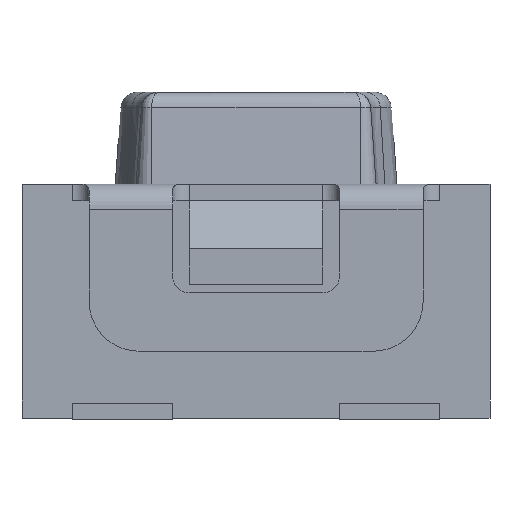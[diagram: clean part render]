
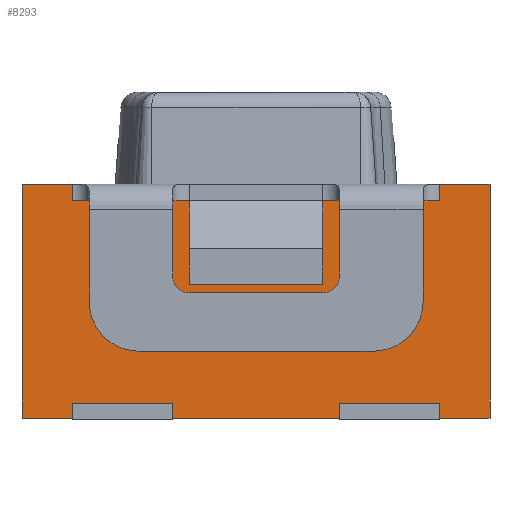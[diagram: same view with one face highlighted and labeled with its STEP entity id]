
A CAD part, left-side view. The second image highlights one B-rep face of the part: STEP entity #8293.
In plain terms, the highlighted planar face has unit normal (-1, 0, 0).
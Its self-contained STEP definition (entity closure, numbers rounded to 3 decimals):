
#617=FACE_OUTER_BOUND('',#1085,.T.);
#1085=EDGE_LOOP('',(#5576,#5577,#5578,#5579,#5580,#5581,#5582,#5583,#5584,
#5585,#5586,#5587,#5588,#5589,#5590,#5591,#5592,#5593,#5594,#5595,#5596,
#5597,#5598,#5599));
#1534=LINE('',#11267,#2403);
#1641=LINE('',#11784,#2510);
#1644=LINE('',#11791,#2513);
#1645=LINE('',#11798,#2514);
#1648=LINE('',#11805,#2517);
#1658=LINE('',#11859,#2527);
#1682=LINE('',#11962,#2551);
#1683=LINE('',#11980,#2552);
#1684=LINE('',#11982,#2553);
#1685=LINE('',#11984,#2554);
#1686=LINE('',#11985,#2555);
#1687=LINE('',#11986,#2556);
#1688=LINE('',#11987,#2557);
#1689=LINE('',#11989,#2558);
#1690=LINE('',#11991,#2559);
#1691=LINE('',#11993,#2560);
#1692=LINE('',#11995,#2561);
#1693=LINE('',#11997,#2562);
#1694=LINE('',#11999,#2563);
#1695=LINE('',#12001,#2564);
#1696=LINE('',#12003,#2565);
#1697=LINE('',#12005,#2566);
#1698=LINE('',#12007,#2567);
#1699=LINE('',#12008,#2568);
#2403=VECTOR('',#9298,1.);
#2510=VECTOR('',#9493,1.);
#2513=VECTOR('',#9498,1.);
#2514=VECTOR('',#9505,1.);
#2517=VECTOR('',#9510,1.);
#2527=VECTOR('',#9544,1.);
#2551=VECTOR('',#9610,1.);
#2552=VECTOR('',#9613,1.);
#2553=VECTOR('',#9614,1.);
#2554=VECTOR('',#9615,1.);
#2555=VECTOR('',#9616,1.);
#2556=VECTOR('',#9617,1.);
#2557=VECTOR('',#9618,1.);
#2558=VECTOR('',#9619,1.);
#2559=VECTOR('',#9620,1.);
#2560=VECTOR('',#9621,1.);
#2561=VECTOR('',#9622,1.);
#2562=VECTOR('',#9623,1.);
#2563=VECTOR('',#9624,1.);
#2564=VECTOR('',#9625,1.);
#2565=VECTOR('',#9626,1.);
#2566=VECTOR('',#9627,1.);
#2567=VECTOR('',#9628,1.);
#2568=VECTOR('',#9629,1.);
#3272=VERTEX_POINT('',#11264);
#3273=VERTEX_POINT('',#11266);
#3461=VERTEX_POINT('',#11780);
#3463=VERTEX_POINT('',#11783);
#3464=VERTEX_POINT('',#11787);
#3466=VERTEX_POINT('',#11790);
#3467=VERTEX_POINT('',#11794);
#3469=VERTEX_POINT('',#11797);
#3470=VERTEX_POINT('',#11801);
#3472=VERTEX_POINT('',#11804);
#3488=VERTEX_POINT('',#11842);
#3514=VERTEX_POINT('',#11961);
#3515=VERTEX_POINT('',#11981);
#3516=VERTEX_POINT('',#11983);
#3517=VERTEX_POINT('',#11988);
#3518=VERTEX_POINT('',#11990);
#3519=VERTEX_POINT('',#11992);
#3520=VERTEX_POINT('',#11994);
#3521=VERTEX_POINT('',#11996);
#3522=VERTEX_POINT('',#11998);
#3523=VERTEX_POINT('',#12000);
#3524=VERTEX_POINT('',#12002);
#3525=VERTEX_POINT('',#12004);
#3526=VERTEX_POINT('',#12006);
#4072=EDGE_CURVE('',#3273,#3272,#1534,.T.);
#4262=EDGE_CURVE('',#3461,#3463,#1641,.T.);
#4265=EDGE_CURVE('',#3464,#3466,#1644,.T.);
#4268=EDGE_CURVE('',#3467,#3469,#1645,.T.);
#4271=EDGE_CURVE('',#3470,#3472,#1648,.T.);
#4289=EDGE_CURVE('',#3488,#3461,#1658,.T.);
#4327=EDGE_CURVE('',#3514,#3472,#1682,.T.);
#4329=EDGE_CURVE('',#3470,#3469,#1683,.T.);
#4330=EDGE_CURVE('',#3515,#3467,#1684,.T.);
#4331=EDGE_CURVE('',#3516,#3515,#1685,.T.);
#4332=EDGE_CURVE('',#3516,#3466,#1686,.T.);
#4333=EDGE_CURVE('',#3464,#3463,#1687,.T.);
#4334=EDGE_CURVE('',#3273,#3488,#1688,.T.);
#4335=EDGE_CURVE('',#3272,#3517,#1689,.T.);
#4336=EDGE_CURVE('',#3517,#3518,#1690,.T.);
#4337=EDGE_CURVE('',#3519,#3518,#1691,.T.);
#4338=EDGE_CURVE('',#3519,#3520,#1692,.T.);
#4339=EDGE_CURVE('',#3520,#3521,#1693,.T.);
#4340=EDGE_CURVE('',#3521,#3522,#1694,.T.);
#4341=EDGE_CURVE('',#3523,#3522,#1695,.T.);
#4342=EDGE_CURVE('',#3523,#3524,#1696,.T.);
#4343=EDGE_CURVE('',#3524,#3525,#1697,.T.);
#4344=EDGE_CURVE('',#3526,#3525,#1698,.T.);
#4345=EDGE_CURVE('',#3514,#3526,#1699,.T.);
#5576=ORIENTED_EDGE('',*,*,#4327,.T.);
#5577=ORIENTED_EDGE('',*,*,#4271,.F.);
#5578=ORIENTED_EDGE('',*,*,#4329,.T.);
#5579=ORIENTED_EDGE('',*,*,#4268,.F.);
#5580=ORIENTED_EDGE('',*,*,#4330,.F.);
#5581=ORIENTED_EDGE('',*,*,#4331,.F.);
#5582=ORIENTED_EDGE('',*,*,#4332,.T.);
#5583=ORIENTED_EDGE('',*,*,#4265,.F.);
#5584=ORIENTED_EDGE('',*,*,#4333,.T.);
#5585=ORIENTED_EDGE('',*,*,#4262,.F.);
#5586=ORIENTED_EDGE('',*,*,#4289,.F.);
#5587=ORIENTED_EDGE('',*,*,#4334,.F.);
#5588=ORIENTED_EDGE('',*,*,#4072,.T.);
#5589=ORIENTED_EDGE('',*,*,#4335,.T.);
#5590=ORIENTED_EDGE('',*,*,#4336,.T.);
#5591=ORIENTED_EDGE('',*,*,#4337,.F.);
#5592=ORIENTED_EDGE('',*,*,#4338,.T.);
#5593=ORIENTED_EDGE('',*,*,#4339,.T.);
#5594=ORIENTED_EDGE('',*,*,#4340,.T.);
#5595=ORIENTED_EDGE('',*,*,#4341,.F.);
#5596=ORIENTED_EDGE('',*,*,#4342,.T.);
#5597=ORIENTED_EDGE('',*,*,#4343,.T.);
#5598=ORIENTED_EDGE('',*,*,#4344,.F.);
#5599=ORIENTED_EDGE('',*,*,#4345,.F.);
#7776=PLANE('',#8824);
#8293=ADVANCED_FACE('',(#617),#7776,.F.);
#8824=AXIS2_PLACEMENT_3D('',#11979,#9611,#9612);
#9298=DIRECTION('',(0.,0.,-1.));
#9493=DIRECTION('',(0.,-1.,0.));
#9498=DIRECTION('',(0.,-1.,0.));
#9505=DIRECTION('',(0.,-1.,0.));
#9510=DIRECTION('',(0.,-1.,0.));
#9544=DIRECTION('',(0.,0.,-1.));
#9610=DIRECTION('',(0.,0.,-1.));
#9611=DIRECTION('center_axis',(1.,0.,0.));
#9612=DIRECTION('ref_axis',(0.,0.,-1.));
#9613=DIRECTION('',(0.,1.,0.));
#9614=DIRECTION('',(0.,0.,1.));
#9615=DIRECTION('',(0.,-1.,0.));
#9616=DIRECTION('',(0.,0.,1.));
#9617=DIRECTION('',(0.,1.,0.));
#9618=DIRECTION('',(0.,-1.,0.));
#9619=DIRECTION('',(0.,-1.,0.));
#9620=DIRECTION('',(0.,0.,1.));
#9621=DIRECTION('',(0.,1.,0.));
#9622=DIRECTION('',(0.,0.,-1.));
#9623=DIRECTION('',(0.,-1.,0.));
#9624=DIRECTION('',(0.,0.,1.));
#9625=DIRECTION('',(0.,1.,0.));
#9626=DIRECTION('',(0.,0.,-1.));
#9627=DIRECTION('',(0.,-1.,0.));
#9628=DIRECTION('',(0.,0.,-1.));
#9629=DIRECTION('',(0.,-1.,0.));
#11264=CARTESIAN_POINT('',(-1.9,1.4,0.01));
#11266=CARTESIAN_POINT('',(-1.9,1.4,1.41));
#11267=CARTESIAN_POINT('',(-1.9,1.4,1.41));
#11780=CARTESIAN_POINT('',(-1.9,1.1,1.31));
#11783=CARTESIAN_POINT('',(-1.9,1.,1.31));
#11784=CARTESIAN_POINT('',(-1.9,-1.4,1.31));
#11787=CARTESIAN_POINT('',(-1.9,0.5,1.31));
#11790=CARTESIAN_POINT('',(-1.9,0.4,1.31));
#11791=CARTESIAN_POINT('',(-1.9,-1.4,1.31));
#11794=CARTESIAN_POINT('',(-1.9,-0.4,1.31));
#11797=CARTESIAN_POINT('',(-1.9,-0.5,1.31));
#11798=CARTESIAN_POINT('',(-1.9,-1.4,1.31));
#11801=CARTESIAN_POINT('',(-1.9,-1.,1.31));
#11804=CARTESIAN_POINT('',(-1.9,-1.1,1.31));
#11805=CARTESIAN_POINT('',(-1.9,-1.4,1.31));
#11842=CARTESIAN_POINT('',(-1.9,1.1,1.41));
#11859=CARTESIAN_POINT('',(-1.9,1.1,1.41));
#11961=CARTESIAN_POINT('',(-1.9,-1.1,1.41));
#11962=CARTESIAN_POINT('',(-1.9,-1.1,1.41));
#11979=CARTESIAN_POINT('Origin',(-1.9,-1.1,1.41));
#11980=CARTESIAN_POINT('',(-1.9,1.1,1.31));
#11981=CARTESIAN_POINT('',(-1.9,-0.4,0.81));
#11982=CARTESIAN_POINT('',(-1.9,-0.4,0.81));
#11983=CARTESIAN_POINT('',(-1.9,0.4,0.81));
#11984=CARTESIAN_POINT('',(-1.9,0.4,0.81));
#11985=CARTESIAN_POINT('',(-1.9,0.4,0.81));
#11986=CARTESIAN_POINT('',(-1.9,1.1,1.31));
#11987=CARTESIAN_POINT('',(-1.9,1.4,1.41));
#11988=CARTESIAN_POINT('',(-1.9,1.1,0.01));
#11989=CARTESIAN_POINT('',(-1.9,-1.4,0.01));
#11990=CARTESIAN_POINT('',(-1.9,1.1,0.1));
#11991=CARTESIAN_POINT('',(-1.9,1.1,1.31));
#11992=CARTESIAN_POINT('',(-1.9,0.5,0.1));
#11993=CARTESIAN_POINT('',(-1.9,-1.4,0.1));
#11994=CARTESIAN_POINT('',(-1.9,0.5,0.01));
#11995=CARTESIAN_POINT('',(-1.9,0.5,1.31));
#11996=CARTESIAN_POINT('',(-1.9,-0.5,0.01));
#11997=CARTESIAN_POINT('',(-1.9,-1.4,0.01));
#11998=CARTESIAN_POINT('',(-1.9,-0.5,0.1));
#11999=CARTESIAN_POINT('',(-1.9,-0.5,1.31));
#12000=CARTESIAN_POINT('',(-1.9,-1.1,0.1));
#12001=CARTESIAN_POINT('',(-1.9,-1.4,0.1));
#12002=CARTESIAN_POINT('',(-1.9,-1.1,0.01));
#12003=CARTESIAN_POINT('',(-1.9,-1.1,1.31));
#12004=CARTESIAN_POINT('',(-1.9,-1.4,0.01));
#12005=CARTESIAN_POINT('',(-1.9,-1.4,0.01));
#12006=CARTESIAN_POINT('',(-1.9,-1.4,1.41));
#12007=CARTESIAN_POINT('',(-1.9,-1.4,1.41));
#12008=CARTESIAN_POINT('',(-1.9,-1.1,1.41));
